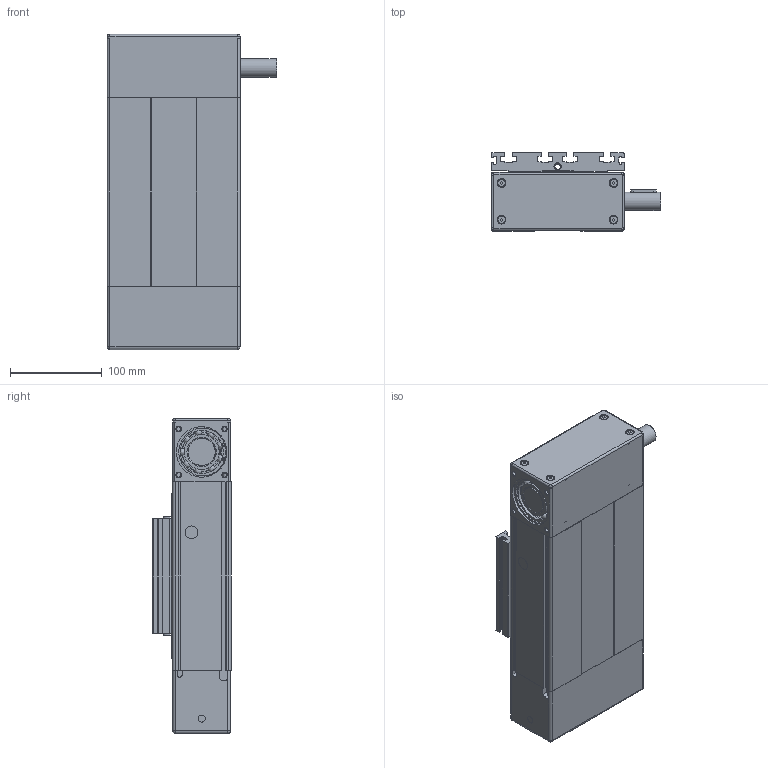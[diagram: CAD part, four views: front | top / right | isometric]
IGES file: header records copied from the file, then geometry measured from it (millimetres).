
Global section: file name: No Iges File Name specified; native system: Autodesk Inventor 2012; preprocessor: AutoDesk Inventor Iges Exporter R2012; author: MFrelih; date: 20120425.095056; units: millimetre
Bounding box: 185 x 85 x 343 mm (x, y, z)
Volume: 2422903.4 mm3; surface area: 590563.5 mm2
Topology: 1 solids, 25 shells, 1706 faces, 4674 edges, 3005 vertices
Faces by surface type: plane 834, revolution 411, cylinder 406, sphere 22, cone 17, torus 12, bspline 4
Full cylindrical faces by diameter (mm): 3 x4, 4 x4, 5 x6, 8 x6, 8.5 x4, 20 x1, 28.6 x2, 30 x4, 38 x4, 42.9 x2, 55 x2
